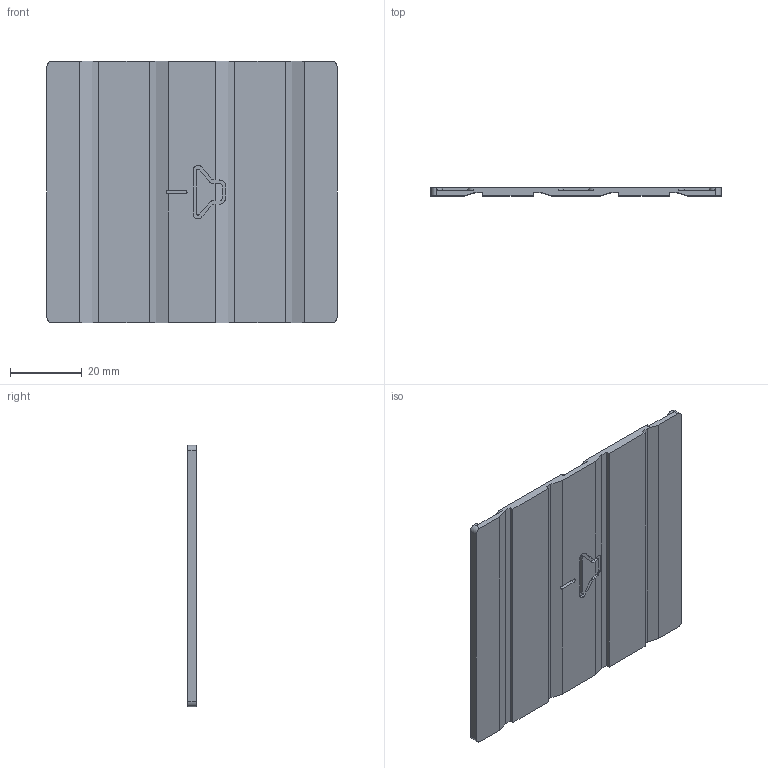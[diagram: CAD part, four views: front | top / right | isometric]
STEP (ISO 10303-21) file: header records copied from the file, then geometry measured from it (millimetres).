
FILE_DESCRIPTION(/* description */ (''),/* implementation_level */ '2;1');
FILE_NAME(/* name */ 'Off-Centre_Back-Plate.step',/* time_stamp */ '2024-06-01T14:03:39+10:00',/* author */ (''),/* organization */ (''),/* preprocessor_version */ 'ST-DEVELOPER v20',/* originating_system */ 'Autodesk Translation Framework v12.14.0.127',/* authorisation */ '');
FILE_SCHEMA (('AUTOMOTIVE_DESIGN { 1 0 10303 214 3 1 1 }'));
Length unit declared in the file: millimetre
Products named in the file (1): Back Plate
Bounding box: 81 x 2.32 x 73 mm (x, y, z)
Volume: 11580.8 mm3; surface area: 13200 mm2
Topology: 1 solids, 1 shells, 112 faces, 327 edges, 218 vertices
Faces by surface type: plane 60, bspline 36, cylinder 16
Entity records: 4328 total; most frequent: CARTESIAN_POINT 1572, ORIENTED_EDGE 654, DIRECTION 441, EDGE_CURVE 327, LINE 223, VECTOR 223, VERTEX_POINT 218, EDGE_LOOP 113
